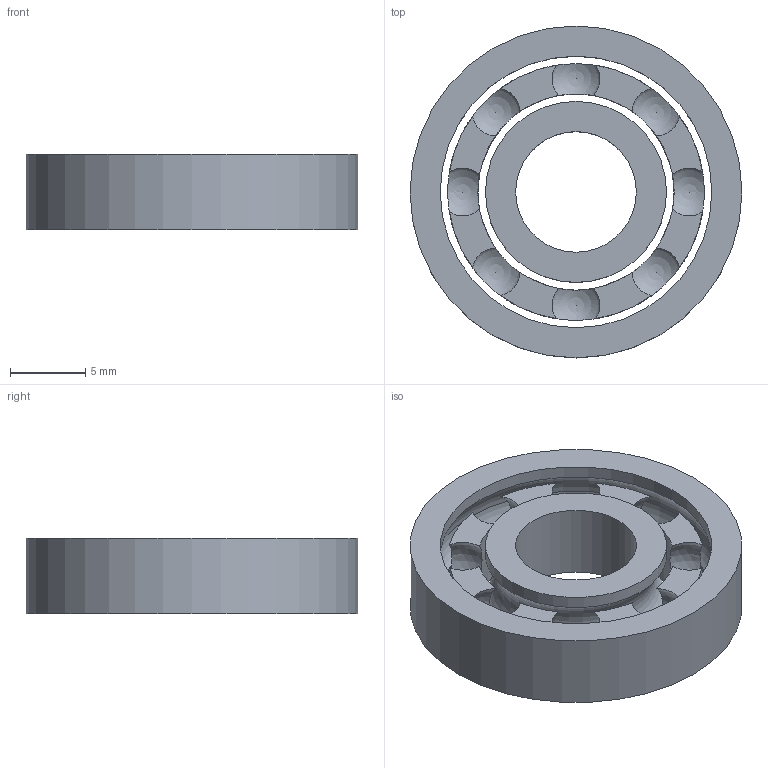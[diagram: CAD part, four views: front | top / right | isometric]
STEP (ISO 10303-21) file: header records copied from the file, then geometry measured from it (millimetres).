
FILE_DESCRIPTION(('HOOPS Exchange Step'),'2;1');
FILE_NAME('temp_export','2024-08-30T22:33:56+20:00',('29752'),('Shapr3D Limited'),'HOOPS Exchange 2024.2','Shapr3D','Authorized');
FILE_SCHEMA( ('AP242_MANAGED_MODEL_BASED_3D_ENGINEERING_MIM_LF {1 0 10303 442 1 1 4 }') );
Length unit declared in the file: millimetre
Products named in the file (3): 圆形图案 02; 圆形图案 01; root
Assembly tree (2 placements, depth 2):
  root
    圆形图案 02
    圆形图案 01
Bounding box: 22 x 22 x 5 mm (x, y, z)
Volume: 945.1 mm3; surface area: 1868.6 mm2
Topology: 3 solids, 3 shells, 32 faces, 111 edges, 76 vertices
Faces by surface type: plane 13, cylinder 8, sphere 8, torus 3
Full cylindrical faces by diameter (mm): 8 x1, 12 x2, 13 x1, 17 x1, 18 x2, 22 x1
Entity records: 3191 total; most frequent: CARTESIAN_POINT 2149, DIRECTION 224, ORIENTED_EDGE 206, AXIS2_PLACEMENT_3D 108, EDGE_CURVE 103, VERTEX_POINT 76, CIRCLE 70, EDGE_LOOP 37
